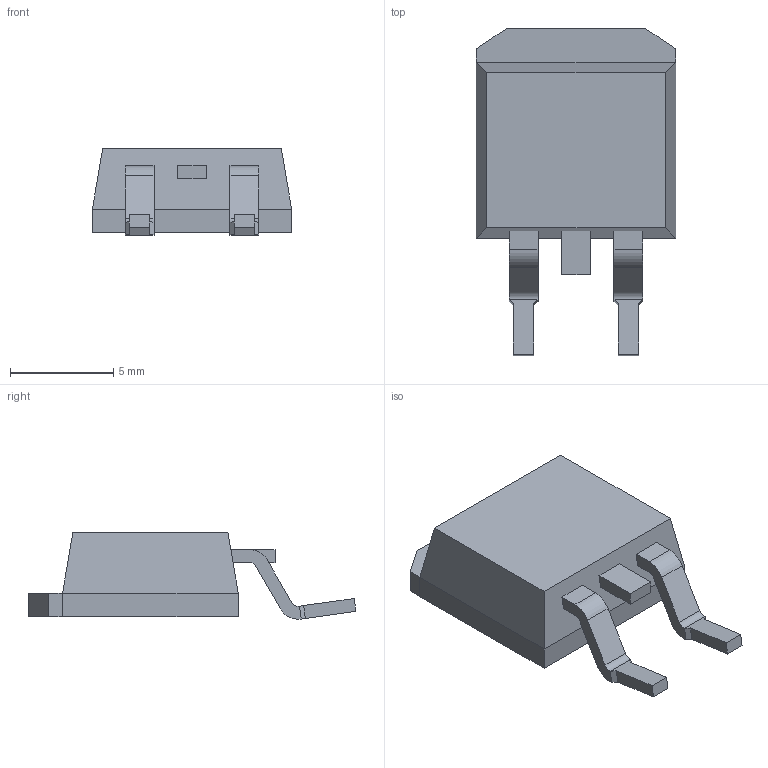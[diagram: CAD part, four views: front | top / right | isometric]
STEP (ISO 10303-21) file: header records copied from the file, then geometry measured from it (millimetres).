
FILE_DESCRIPTION(/* description */ (''),/* implementation_level */ '2;1');
FILE_NAME(/* name */ 'IRF2804STRLPBF_v2.step',/* time_stamp */ '2025-04-08T13:46:30-04:00',/* author */ (''),/* organization */ (''),/* preprocessor_version */ 'ST-DEVELOPER v20.1',/* originating_system */ 'Autodesk Translation Framework v14.4.0.0',/* authorisation */ '');
FILE_SCHEMA (('AUTOMOTIVE_DESIGN { 1 0 10303 214 3 1 1 }'));
Length unit declared in the file: millimetre
Products named in the file (2): IRF2804STRLPBF; IRF540NSTRLPBF
Assembly tree (1 placements, depth 2):
  IRF2804STRLPBF
    IRF540NSTRLPBF
Bounding box: 9.65 x 15.88 x 4.19 mm (x, y, z)
Volume: 337.6 mm3; surface area: 438.5 mm2
Topology: 1 solids, 1 shells, 74 faces, 191 edges, 122 vertices
Faces by surface type: plane 66, cylinder 8
Entity records: 2351 total; most frequent: CARTESIAN_POINT 390, ORIENTED_EDGE 382, DIRECTION 361, EDGE_CURVE 191, LINE 175, VECTOR 175, VERTEX_POINT 122, AXIS2_PLACEMENT_3D 93
